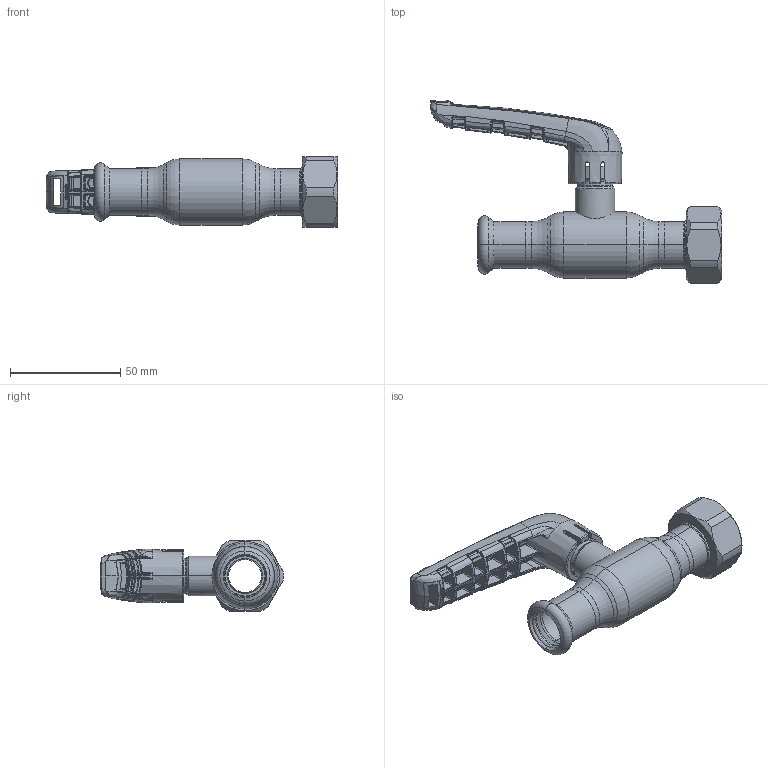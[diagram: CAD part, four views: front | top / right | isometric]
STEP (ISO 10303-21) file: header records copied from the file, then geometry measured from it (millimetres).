
FILE_DESCRIPTION (( 'STEP AP214' ), '1' );
FILE_NAME ('XPR21400 DN15 G34 x 18.step', '2018-09-27T09:14:19', ( '' ), ( '' ), 'SwSTEP 2.0', 'SolidWorks 2017', '' );
FILE_SCHEMA (( 'AUTOMOTIVE_DESIGN' ));
Length unit declared in the file: millimetre
Products named in the file (1): XPR21400 DN15 G34 x 18
Bounding box: 132.18 x 83.07 x 32 mm (x, y, z)
Surface area: 25904.1 mm2 (no closed solid volume)
Topology: 0 solids, 12 shells, 861 faces, 2531 edges, 1590 vertices
Faces by surface type: bspline 681, plane 65, cylinder 56, cone 36, torus 23
Entity records: 61832 total; most frequent: CARTESIAN_POINT 35658, ORIENTED_EDGE 4380, EDGE_CURVE 2501, DIRECTION 1742, B_SPLINE_CURVE_WITH_KNOTS 1706, VERTEX_POINT 1590, EDGE_LOOP 888, UNCERTAINTY_MEASURE_WITH_UNIT 863
